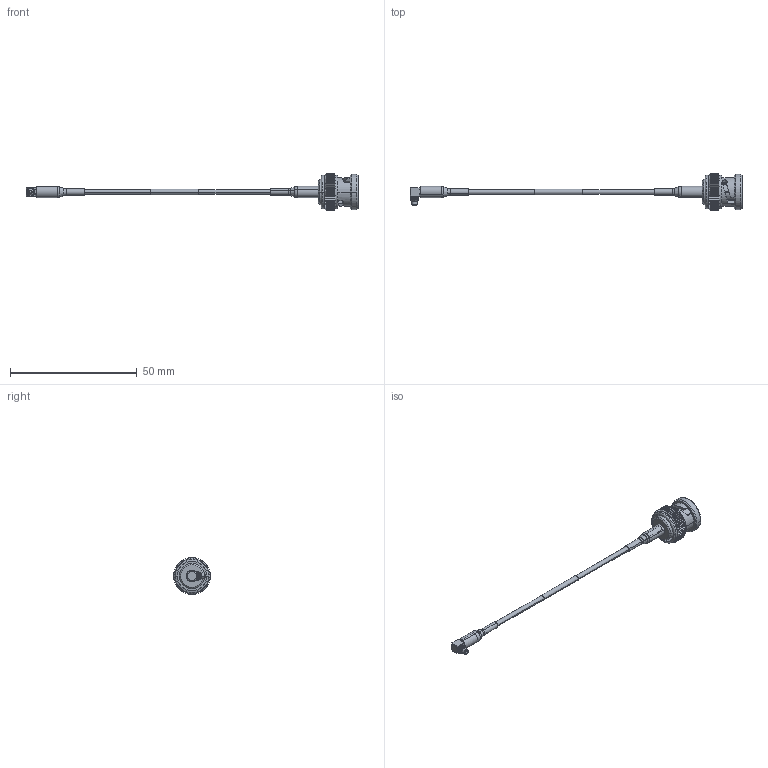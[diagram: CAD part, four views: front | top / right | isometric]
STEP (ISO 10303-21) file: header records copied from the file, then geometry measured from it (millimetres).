
FILE_DESCRIPTION (( 'STEP AP214' ), '1' );
FILE_NAME ('FMCA3207_3D.step', '2023-05-01T22:10:11', ( '' ), ( '' ), 'SwSTEP 2.0', 'SolidWorks 2022', '' );
FILE_SCHEMA (( 'AUTOMOTIVE_DESIGN' ));
Length unit declared in the file: inch
Products named in the file (5): RG178B-MA1_.75" LENGTH; FMCA3207_3D; SC9535; PE45045 ¦ SC6031_CRIMPED; RG178
Assembly tree (5 placements, depth 2):
  FMCA3207_3D
    RG178
    SC9535
    PE45045 ¦ SC6031_CRIMPED
    RG178B-MA1_.75" LENGTH  x2
Bounding box: 131 x 14.46 x 14.46 mm (x, y, z)
Volume: 2044.5 mm3; surface area: 3952.8 mm2
Topology: 7 solids, 8 shells, 566 faces, 1261 edges, 731 vertices
Faces by surface type: plane 212, cone 160, cylinder 159, torus 18, bspline 17
Entity records: 16795 total; most frequent: CARTESIAN_POINT 4637, DIRECTION 2492, ORIENTED_EDGE 2430, EDGE_CURVE 1215, AXIS2_PLACEMENT_3D 1048, VERTEX_POINT 707, EDGE_LOOP 574, FACE_OUTER_BOUND 544
